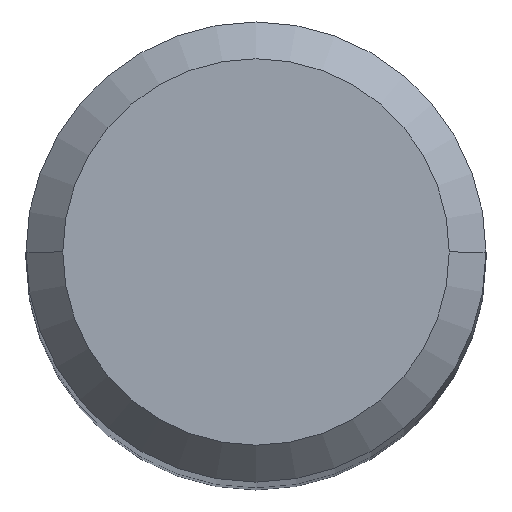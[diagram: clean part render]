
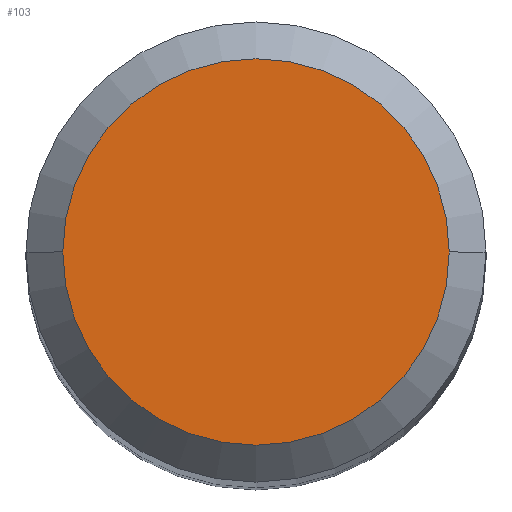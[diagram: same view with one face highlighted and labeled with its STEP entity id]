
A CAD part, top view. The second image highlights one B-rep face of the part: STEP entity #103.
In plain terms, the highlighted planar face has unit normal (0, 0, 1).
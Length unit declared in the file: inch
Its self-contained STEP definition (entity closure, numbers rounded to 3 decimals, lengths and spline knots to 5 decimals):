
#3 = AXIS2_PLACEMENT_3D ( 'NONE', #326, #288, #373 ) ;
#4 = VERTEX_POINT ( 'NONE', #46 ) ;
#29 = CARTESIAN_POINT ( 'NONE',  ( 0., 0.105, 0. ) ) ;
#46 = CARTESIAN_POINT ( 'NONE',  ( -0.105, 0., 0. ) ) ;
#74 = DIRECTION ( 'NONE',  ( 0., 0., -1. ) ) ;
#94 = CARTESIAN_POINT ( 'NONE',  ( 0., 0., 0. ) ) ;
#96 = PLANE ( 'NONE',  #275 ) ;
#98 = ORIENTED_EDGE ( 'NONE', *, *, #367, .T. ) ;
#103 = ADVANCED_FACE ( 'NONE', ( #307 ), #96, .F. ) ;
#134 = CARTESIAN_POINT ( 'NONE',  ( 0.105, 0., 0. ) ) ;
#205 = AXIS2_PLACEMENT_3D ( 'NONE', #94, #215, #277 ) ;
#215 = DIRECTION ( 'NONE',  ( 0., 0., 1. ) ) ;
#243 = CIRCLE ( 'NONE', #205, 0.105 ) ;
#251 = ORIENTED_EDGE ( 'NONE', *, *, #283, .T. ) ;
#266 = VERTEX_POINT ( 'NONE', #134 ) ;
#275 = AXIS2_PLACEMENT_3D ( 'NONE', #29, #74, #286 ) ;
#277 = DIRECTION ( 'NONE',  ( 1., 0., 0. ) ) ;
#283 = EDGE_CURVE ( 'NONE', #266, #4, #243, .T. ) ;
#286 = DIRECTION ( 'NONE',  ( -1., 0., 0. ) ) ;
#288 = DIRECTION ( 'NONE',  ( 0., 0., 1. ) ) ;
#307 = FACE_OUTER_BOUND ( 'NONE', #415, .T. ) ;
#326 = CARTESIAN_POINT ( 'NONE',  ( 0., 0., 0. ) ) ;
#367 = EDGE_CURVE ( 'NONE', #4, #266, #370, .T. ) ;
#370 = CIRCLE ( 'NONE', #3, 0.105 ) ;
#373 = DIRECTION ( 'NONE',  ( 1., 0., 0. ) ) ;
#415 = EDGE_LOOP ( 'NONE', ( #98, #251 ) ) ;
